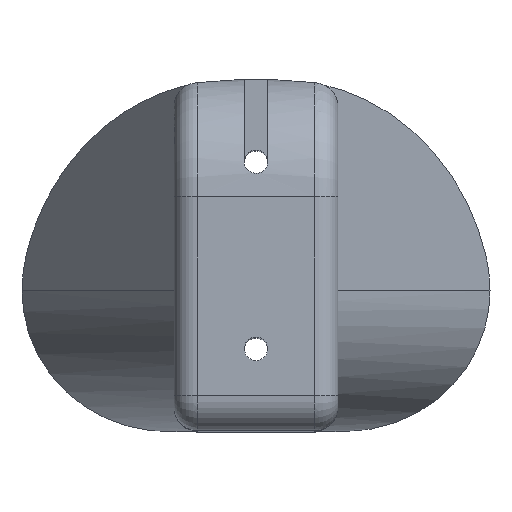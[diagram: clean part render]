
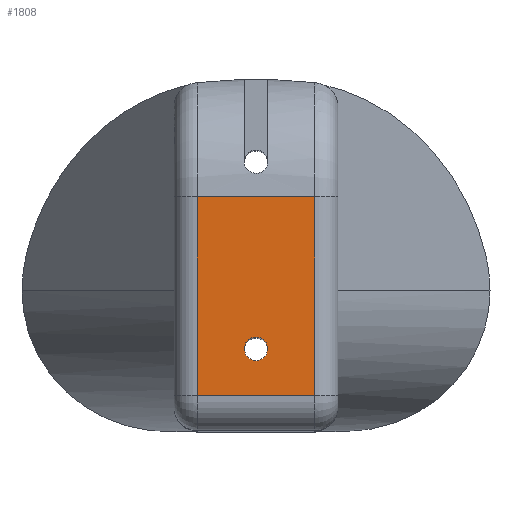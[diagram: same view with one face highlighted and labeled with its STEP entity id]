
A CAD part, top view. The second image highlights one B-rep face of the part: STEP entity #1808.
In plain terms, the highlighted planar face has unit normal (0, 0, 1).
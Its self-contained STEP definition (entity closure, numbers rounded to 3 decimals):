
#21 = VECTOR ( 'NONE', #1209, 1000. ) ;
#62 = CARTESIAN_POINT ( 'NONE',  ( -2.5, 10., 17.84 ) ) ;
#73 = DIRECTION ( 'NONE',  ( 0., 1., 0. ) ) ;
#91 = EDGE_LOOP ( 'NONE', ( #1024, #309, #139, #2502 ) ) ;
#102 = LINE ( 'NONE', #495, #423 ) ;
#139 = ORIENTED_EDGE ( 'NONE', *, *, #1758, .T. ) ;
#152 = VECTOR ( 'NONE', #1054, 1000. ) ;
#291 = DIRECTION ( 'NONE',  ( 0., 0., 1. ) ) ;
#306 = DIRECTION ( 'NONE',  ( -1., 0., 0. ) ) ;
#309 = ORIENTED_EDGE ( 'NONE', *, *, #1751, .T. ) ;
#346 = CARTESIAN_POINT ( 'NONE',  ( 2.5, 10., 17.84 ) ) ;
#386 = VERTEX_POINT ( 'NONE', #2468 ) ;
#421 = EDGE_CURVE ( 'NONE', #386, #1067, #2233, .T. ) ;
#423 = VECTOR ( 'NONE', #1987, 1000. ) ;
#481 = EDGE_CURVE ( 'NONE', #1453, #1220, #2668, .T. ) ;
#495 = CARTESIAN_POINT ( 'NONE',  ( -3.5, 1.5, 17.84 ) ) ;
#540 = EDGE_LOOP ( 'NONE', ( #1248, #2274 ) ) ;
#685 = VECTOR ( 'NONE', #73, 1000. ) ;
#698 = CARTESIAN_POINT ( 'NONE',  ( -2.5, 1.5, 17.84 ) ) ;
#702 = DIRECTION ( 'NONE',  ( 0., 0., 1. ) ) ;
#716 = CARTESIAN_POINT ( 'NONE',  ( -3.5, 15., 17.84 ) ) ;
#725 = LINE ( 'NONE', #2234, #21 ) ;
#751 = CARTESIAN_POINT ( 'NONE',  ( 0., 3.5, 17.84 ) ) ;
#824 = CARTESIAN_POINT ( 'NONE',  ( -3.5, 10., 17.84 ) ) ;
#886 = LINE ( 'NONE', #824, #152 ) ;
#914 = DIRECTION ( 'NONE',  ( 1., 0., 0. ) ) ;
#927 = DIRECTION ( 'NONE',  ( 1., 0., 0. ) ) ;
#1024 = ORIENTED_EDGE ( 'NONE', *, *, #1608, .T. ) ;
#1049 = CIRCLE ( 'NONE', #1536, 0.5 ) ;
#1054 = DIRECTION ( 'NONE',  ( -1., 0., 0. ) ) ;
#1067 = VERTEX_POINT ( 'NONE', #346 ) ;
#1209 = DIRECTION ( 'NONE',  ( 0., -1., 0. ) ) ;
#1220 = VERTEX_POINT ( 'NONE', #2117 ) ;
#1248 = ORIENTED_EDGE ( 'NONE', *, *, #481, .F. ) ;
#1348 = CARTESIAN_POINT ( 'NONE',  ( 2.5, 15., 17.84 ) ) ;
#1364 = PLANE ( 'NONE',  #1807 ) ;
#1382 = VERTEX_POINT ( 'NONE', #62 ) ;
#1435 = AXIS2_PLACEMENT_3D ( 'NONE', #751, #291, #927 ) ;
#1453 = VERTEX_POINT ( 'NONE', #1780 ) ;
#1536 = AXIS2_PLACEMENT_3D ( 'NONE', #2650, #702, #914 ) ;
#1566 = DIRECTION ( 'NONE',  ( 0., 0., -1. ) ) ;
#1608 = EDGE_CURVE ( 'NONE', #1067, #1382, #886, .T. ) ;
#1751 = EDGE_CURVE ( 'NONE', #1382, #2032, #725, .T. ) ;
#1758 = EDGE_CURVE ( 'NONE', #2032, #386, #102, .T. ) ;
#1777 = FACE_OUTER_BOUND ( 'NONE', #91, .T. ) ;
#1780 = CARTESIAN_POINT ( 'NONE',  ( 0.5, 3.5, 17.84 ) ) ;
#1787 = EDGE_CURVE ( 'NONE', #1220, #1453, #1049, .T. ) ;
#1807 = AXIS2_PLACEMENT_3D ( 'NONE', #716, #1566, #306 ) ;
#1808 = ADVANCED_FACE ( 'NONE', ( #2404, #1777 ), #1364, .F. ) ;
#1987 = DIRECTION ( 'NONE',  ( 1., 0., 0. ) ) ;
#2032 = VERTEX_POINT ( 'NONE', #698 ) ;
#2117 = CARTESIAN_POINT ( 'NONE',  ( -0.5, 3.5, 17.84 ) ) ;
#2233 = LINE ( 'NONE', #1348, #685 ) ;
#2234 = CARTESIAN_POINT ( 'NONE',  ( -2.5, 15., 17.84 ) ) ;
#2274 = ORIENTED_EDGE ( 'NONE', *, *, #1787, .F. ) ;
#2404 = FACE_BOUND ( 'NONE', #540, .T. ) ;
#2468 = CARTESIAN_POINT ( 'NONE',  ( 2.5, 1.5, 17.84 ) ) ;
#2502 = ORIENTED_EDGE ( 'NONE', *, *, #421, .T. ) ;
#2650 = CARTESIAN_POINT ( 'NONE',  ( 0., 3.5, 17.84 ) ) ;
#2668 = CIRCLE ( 'NONE', #1435, 0.5 ) ;
